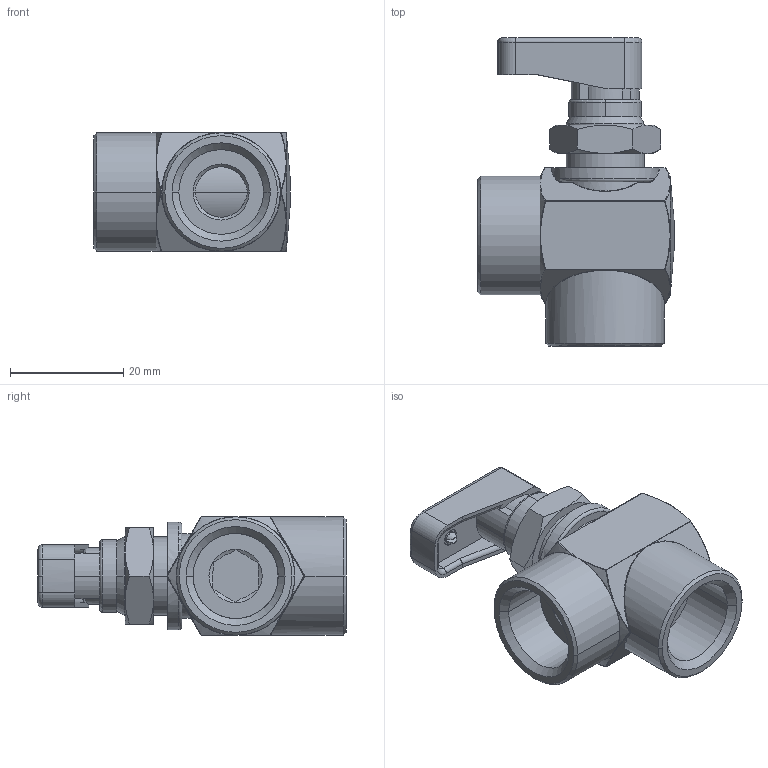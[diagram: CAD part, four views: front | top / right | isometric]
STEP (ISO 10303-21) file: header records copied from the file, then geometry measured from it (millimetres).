
FILE_DESCRIPTION (( 'STEP AP214' ), '1' );
FILE_NAME ('0672000003.step', '2012-10-02T16:36:48', ( '' ), ( '' ), 'SwSTEP 2.0', 'SolidWorks 2012', '' );
FILE_SCHEMA (( 'AUTOMOTIVE_DESIGN' ));
Length unit declared in the file: millimetre
Products named in the file (1): 0672000003
Bounding box: 34.7 x 54.4 x 21 mm (x, y, z)
Volume: 16858.7 mm3; surface area: 7146.1 mm2
Topology: 7 solids, 17 shells, 591 faces, 1487 edges, 924 vertices
Faces by surface type: plane 242, bspline 160, cylinder 103, cone 44, torus 34, sphere 8
Entity records: 23497 total; most frequent: CARTESIAN_POINT 10572, ORIENTED_EDGE 2926, DIRECTION 2230, EDGE_CURVE 1463, VERTEX_POINT 924, AXIS2_PLACEMENT_3D 771, LINE 688, VECTOR 688
